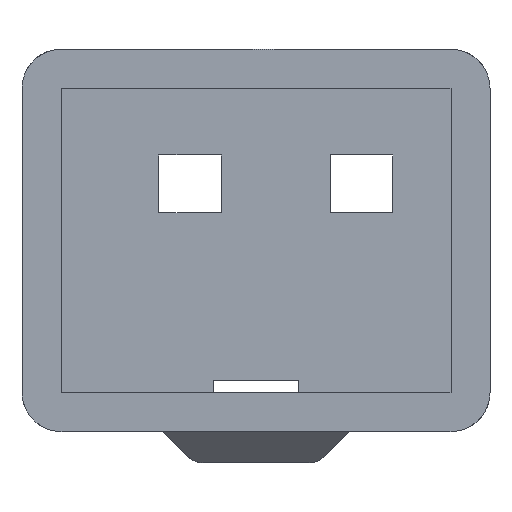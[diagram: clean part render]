
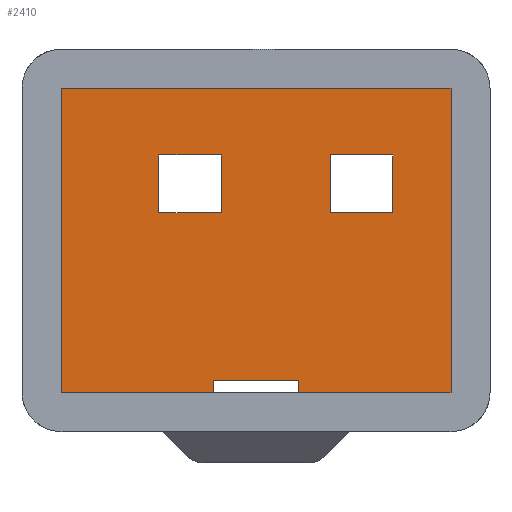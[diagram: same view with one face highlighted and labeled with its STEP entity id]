
A CAD part, front view. The second image highlights one B-rep face of the part: STEP entity #2410.
In plain terms, the highlighted planar face has unit normal (0, -1, 0).
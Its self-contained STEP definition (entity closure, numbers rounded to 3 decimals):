
#1020=CARTESIAN_POINT('',(-31.373,0.118,
56.825));
#1030=DIRECTION('',(0.,-1.,0.));
#1040=DIRECTION('',(0.,0.,-1.));
#1050=AXIS2_PLACEMENT_3D('',#1020,#1030,#1040);
#1060=PLANE('',#1050);
#1070=CARTESIAN_POINT('',(-34.248,0.118,57.78));
#1080=DIRECTION('',(-1.,0.,0.));
#1090=VECTOR('',#1080,1.);
#1100=LINE('',#1070,#1090);
#1110=CARTESIAN_POINT('',(-34.318,0.118,57.78));
#1120=VERTEX_POINT('',#1110);
#1130=CARTESIAN_POINT('',(-35.118,0.118,57.78));
#1140=VERTEX_POINT('',#1130);
#1150=EDGE_CURVE('',#1120,#1140,#1100,.T.);
#1160=ORIENTED_EDGE('',*,*,#1150,.T.);
#1170=CARTESIAN_POINT('',(-34.318,0.118,87.917));
#1180=DIRECTION('',(0.,0.,-1.));
#1190=VECTOR('',#1180,1.);
#1200=LINE('',#1170,#1190);
#1210=CARTESIAN_POINT('',(-34.318,0.118,58.52));
#1220=VERTEX_POINT('',#1210);
#1230=EDGE_CURVE('',#1220,#1120,#1200,.T.);
#1240=ORIENTED_EDGE('',*,*,#1230,.T.);
#1250=CARTESIAN_POINT('',(-31.123,0.118,58.52));
#1260=DIRECTION('',(1.,0.,0.));
#1270=VECTOR('',#1260,1.);
#1280=LINE('',#1250,#1270);
#1290=CARTESIAN_POINT('',(-35.118,0.118,58.52));
#1300=VERTEX_POINT('',#1290);
#1310=EDGE_CURVE('',#1300,#1220,#1280,.T.);
#1320=ORIENTED_EDGE('',*,*,#1310,.T.);
#1330=CARTESIAN_POINT('',(-35.118,0.118,28.383));
#1340=DIRECTION('',(0.,0.,-1.));
#1350=VECTOR('',#1340,1.);
#1360=LINE('',#1330,#1350);
#1370=EDGE_CURVE('',#1300,#1140,#1360,.T.);
#1380=ORIENTED_EDGE('',*,*,#1370,.F.);
#1390=EDGE_LOOP('',(#1380,#1320,#1240,#1160));
#1400=FACE_BOUND('',#1390,.T.);
#1410=CARTESIAN_POINT('',(-31.123,0.118,58.52));
#1420=DIRECTION('',(1.,0.,0.));
#1430=VECTOR('',#1420,1.);
#1440=LINE('',#1410,#1430);
#1450=CARTESIAN_POINT('',(-32.918,0.118,58.52));
#1460=VERTEX_POINT('',#1450);
#1470=CARTESIAN_POINT('',(-32.118,0.118,58.52));
#1480=VERTEX_POINT('',#1470);
#1490=EDGE_CURVE('',#1460,#1480,#1440,.T.);
#1500=ORIENTED_EDGE('',*,*,#1490,.T.);
#1510=CARTESIAN_POINT('',(-32.918,0.118,28.383));
#1520=DIRECTION('',(0.,0.,-1.));
#1530=VECTOR('',#1520,1.);
#1540=LINE('',#1510,#1530);
#1550=CARTESIAN_POINT('',(-32.918,0.118,57.78));
#1560=VERTEX_POINT('',#1550);
#1570=EDGE_CURVE('',#1460,#1560,#1540,.T.);
#1580=ORIENTED_EDGE('',*,*,#1570,.F.);
#1590=CARTESIAN_POINT('',(-32.048,0.118,57.78));
#1600=DIRECTION('',(-1.,0.,0.));
#1610=VECTOR('',#1600,1.);
#1620=LINE('',#1590,#1610);
#1630=CARTESIAN_POINT('',(-32.118,0.118,57.78));
#1640=VERTEX_POINT('',#1630);
#1650=EDGE_CURVE('',#1640,#1560,#1620,.T.);
#1660=ORIENTED_EDGE('',*,*,#1650,.T.);
#1670=CARTESIAN_POINT('',(-32.118,0.118,87.917));
#1680=DIRECTION('',(0.,0.,-1.));
#1690=VECTOR('',#1680,1.);
#1700=LINE('',#1670,#1690);
#1710=EDGE_CURVE('',#1480,#1640,#1700,.T.);
#1720=ORIENTED_EDGE('',*,*,#1710,.T.);
#1730=EDGE_LOOP('',(#1720,#1660,#1580,#1500));
#1740=FACE_BOUND('',#1730,.T.);
#1750=CARTESIAN_POINT('',(-31.373,0.118,32.308));
#1760=DIRECTION('',(0.,0.,1.));
#1770=VECTOR('',#1760,1.);
#1780=LINE('',#1750,#1770);
#1790=CARTESIAN_POINT('',(-31.373,0.118,55.475));
#1800=VERTEX_POINT('',#1790);
#1810=CARTESIAN_POINT('',(-31.373,0.118,
59.375));
#1820=VERTEX_POINT('',#1810);
#1830=EDGE_CURVE('',#1800,#1820,#1780,.T.);
#1840=ORIENTED_EDGE('',*,*,#1830,.T.);
#1850=CARTESIAN_POINT('',(-31.123,0.118,55.475));
#1860=DIRECTION('',(1.,0.,0.));
#1870=VECTOR('',#1860,1.);
#1880=LINE('',#1850,#1870);
#1890=CARTESIAN_POINT('',(-33.323,0.118,55.475));
#1900=VERTEX_POINT('',#1890);
#1910=EDGE_CURVE('',#1900,#1800,#1880,.T.);
#1920=ORIENTED_EDGE('',*,*,#1910,.T.);
#1930=CARTESIAN_POINT('',(-33.323,0.118,32.308));
#1940=DIRECTION('',(0.,0.,1.));
#1950=VECTOR('',#1940,1.);
#1960=LINE('',#1930,#1950);
#1970=CARTESIAN_POINT('',(-33.323,0.118,55.625));
#1980=VERTEX_POINT('',#1970);
#1990=EDGE_CURVE('',#1900,#1980,#1960,.T.);
#2000=ORIENTED_EDGE('',*,*,#1990,.F.);
#2010=CARTESIAN_POINT('',(-32.223,0.118,55.625));
#2020=DIRECTION('',(1.,0.,0.));
#2030=VECTOR('',#2020,1.);
#2040=LINE('',#2010,#2030);
#2050=CARTESIAN_POINT('',(-34.423,0.118,55.625));
#2060=VERTEX_POINT('',#2050);
#2070=EDGE_CURVE('',#2060,#1980,#2040,.T.);
#2080=ORIENTED_EDGE('',*,*,#2070,.T.);
#2090=CARTESIAN_POINT('',(-34.423,0.118,32.308));
#2100=DIRECTION('',(0.,0.,1.));
#2110=VECTOR('',#2100,1.);
#2120=LINE('',#2090,#2110);
#2130=CARTESIAN_POINT('',(-34.423,0.118,55.475));
#2140=VERTEX_POINT('',#2130);
#2150=EDGE_CURVE('',#2140,#2060,#2120,.T.);
#2160=ORIENTED_EDGE('',*,*,#2150,.T.);
#2170=CARTESIAN_POINT('',(-31.123,0.118,55.475));
#2180=DIRECTION('',(1.,0.,0.));
#2190=VECTOR('',#2180,1.);
#2200=LINE('',#2170,#2190);
#2210=CARTESIAN_POINT('',(-36.373,0.118,55.475));
#2220=VERTEX_POINT('',#2210);
#2230=EDGE_CURVE('',#2220,#2140,#2200,.T.);
#2240=ORIENTED_EDGE('',*,*,#2230,.T.);
#2250=CARTESIAN_POINT('',(-36.373,0.118,32.308));
#2260=DIRECTION('',(0.,0.,-1.));
#2270=VECTOR('',#2260,1.);
#2280=LINE('',#2250,#2270);
#2290=CARTESIAN_POINT('',(-36.373,0.118,
59.375));
#2300=VERTEX_POINT('',#2290);
#2310=EDGE_CURVE('',#2300,#2220,#2280,.T.);
#2320=ORIENTED_EDGE('',*,*,#2310,.T.);
#2330=CARTESIAN_POINT('',(-31.123,0.118,
59.375));
#2340=DIRECTION('',(1.,0.,0.));
#2350=VECTOR('',#2340,1.);
#2360=LINE('',#2330,#2350);
#2370=EDGE_CURVE('',#2300,#1820,#2360,.T.);
#2380=ORIENTED_EDGE('',*,*,#2370,.F.);
#2390=EDGE_LOOP('',(#2380,#2320,#2240,#2160,#2080,#2000,#1920,#1840));
#2400=FACE_OUTER_BOUND('',#2390,.T.);
#2410=ADVANCED_FACE('',(#1400,#1740,#2400),#1060,.T.);
